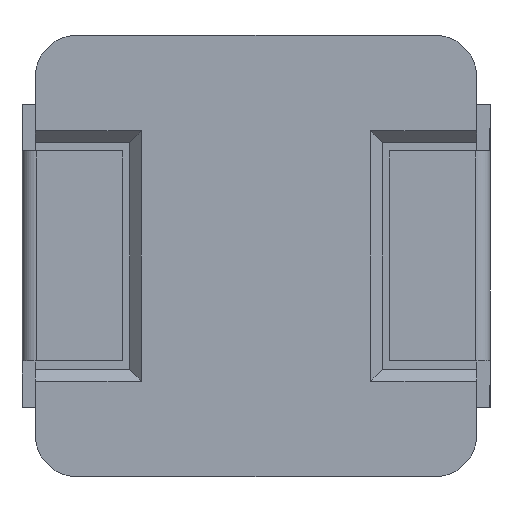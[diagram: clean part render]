
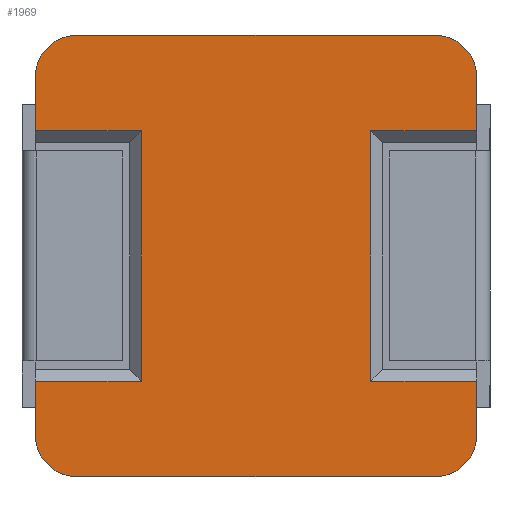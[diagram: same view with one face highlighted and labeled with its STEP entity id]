
A CAD part, front view. The second image highlights one B-rep face of the part: STEP entity #1969.
In plain terms, the highlighted planar face has unit normal (0, -1, 0).
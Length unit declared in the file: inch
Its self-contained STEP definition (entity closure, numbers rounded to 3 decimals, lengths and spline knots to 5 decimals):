
#4 = ORIENTED_EDGE ( 'NONE', *, *, #2327, .T. ) ;
#52 = ORIENTED_EDGE ( 'NONE', *, *, #2257, .T. ) ;
#72 = CARTESIAN_POINT ( 'NONE',  ( 0.18982, 0.09557, 0.31638 ) ) ;
#88 = CARTESIAN_POINT ( 'NONE',  ( 0.16522, 0.09557, 0.31638 ) ) ;
#107 = VERTEX_POINT ( 'NONE', #1771 ) ;
#123 = VERTEX_POINT ( 'NONE', #1743 ) ;
#139 = LINE ( 'NONE', #1314, #551 ) ;
#149 = VERTEX_POINT ( 'NONE', #1672 ) ;
#192 = DIRECTION ( 'NONE',  ( 0., 0., 1. ) ) ;
#198 = DIRECTION ( 'NONE',  ( 0., 1., 0. ) ) ;
#210 = CARTESIAN_POINT ( 'NONE',  ( 0.16522, 0.09557, 0.31638 ) ) ;
#212 = VECTOR ( 'NONE', #1254, 39.37008 ) ;
#215 = PLANE ( 'NONE',  #1556 ) ;
#228 = EDGE_CURVE ( 'NONE', #2633, #107, #2564, .T. ) ;
#237 = LINE ( 'NONE', #2183, #1016 ) ;
#240 = EDGE_CURVE ( 'NONE', #107, #123, #1903, .T. ) ;
#243 = ORIENTED_EDGE ( 'NONE', *, *, #2352, .T. ) ;
#245 = CARTESIAN_POINT ( 'NONE',  ( -0.04818, 0.09557, 0.31638 ) ) ;
#312 = ORIENTED_EDGE ( 'NONE', *, *, #2723, .F. ) ;
#321 = VECTOR ( 'NONE', #3542, 39.37008 ) ;
#327 = ORIENTED_EDGE ( 'NONE', *, *, #3327, .F. ) ;
#367 = ORIENTED_EDGE ( 'NONE', *, *, #3817, .F. ) ;
#373 = CARTESIAN_POINT ( 'NONE',  ( -0.07278, 0.09557, 0.10298 ) ) ;
#382 = ORIENTED_EDGE ( 'NONE', *, *, #2685, .F. ) ;
#411 = ORIENTED_EDGE ( 'NONE', *, *, #3423, .F. ) ;
#420 = ORIENTED_EDGE ( 'NONE', *, *, #3022, .T. ) ;
#427 = LINE ( 'NONE', #72, #321 ) ;
#445 = VERTEX_POINT ( 'NONE', #2511 ) ;
#449 = ORIENTED_EDGE ( 'NONE', *, *, #2421, .T. ) ;
#480 = VECTOR ( 'NONE', #787, 39.37008 ) ;
#484 = VERTEX_POINT ( 'NONE', #2854 ) ;
#490 = CARTESIAN_POINT ( 'NONE',  ( 0.18982, 0.09557, 0.13518 ) ) ;
#511 = CARTESIAN_POINT ( 'NONE',  ( 0.18982, 0.09557, 0.31638 ) ) ;
#513 = VERTEX_POINT ( 'NONE', #2489 ) ;
#534 = VERTEX_POINT ( 'NONE', #3476 ) ;
#551 = VECTOR ( 'NONE', #1244, 39.37008 ) ;
#647 = ORIENTED_EDGE ( 'NONE', *, *, #3605, .T. ) ;
#667 = ORIENTED_EDGE ( 'NONE', *, *, #2983, .F. ) ;
#721 = VERTEX_POINT ( 'NONE', #2467 ) ;
#746 = LINE ( 'NONE', #767, #480 ) ;
#767 = CARTESIAN_POINT ( 'NONE',  ( 0.16522, 0.09557, 0.13518 ) ) ;
#787 = DIRECTION ( 'NONE',  ( -1., 0., 0. ) ) ;
#808 = ORIENTED_EDGE ( 'NONE', *, *, #1074, .F. ) ;
#813 = VECTOR ( 'NONE', #1542, 39.37008 ) ;
#830 = LINE ( 'NONE', #1948, #813 ) ;
#839 = AXIS2_PLACEMENT_3D ( 'NONE', #3311, #3289, #3287 ) ;
#850 = VERTEX_POINT ( 'NONE', #511 ) ;
#868 = ORIENTED_EDGE ( 'NONE', *, *, #1370, .F. ) ;
#895 = ORIENTED_EDGE ( 'NONE', *, *, #240, .F. ) ;
#1016 = VECTOR ( 'NONE', #1796, 39.37008 ) ;
#1050 = CIRCLE ( 'NONE', #1907, 0.0246 ) ;
#1074 = EDGE_CURVE ( 'NONE', #123, #149, #3736, .T. ) ;
#1229 = VERTEX_POINT ( 'NONE', #3516 ) ;
#1244 = DIRECTION ( 'NONE',  ( 0., 0., 1. ) ) ;
#1254 = DIRECTION ( 'NONE',  ( 1., 0., 0. ) ) ;
#1314 = CARTESIAN_POINT ( 'NONE',  ( 0.12682, 0.09557, 0.31638 ) ) ;
#1370 = EDGE_CURVE ( 'NONE', #149, #3696, #1826, .T. ) ;
#1380 = CARTESIAN_POINT ( 'NONE',  ( 0.16522, 0.09557, 0.13518 ) ) ;
#1493 = CIRCLE ( 'NONE', #3099, 0.0246 ) ;
#1528 = ORIENTED_EDGE ( 'NONE', *, *, #228, .F. ) ;
#1542 = DIRECTION ( 'NONE',  ( 0., 0., 1. ) ) ;
#1543 = VERTEX_POINT ( 'NONE', #2798 ) ;
#1556 = AXIS2_PLACEMENT_3D ( 'NONE', #210, #198, #192 ) ;
#1600 = VECTOR ( 'NONE', #2472, 39.37008 ) ;
#1642 = CARTESIAN_POINT ( 'NONE',  ( 0.18982, 0.09557, 0.28418 ) ) ;
#1662 = VERTEX_POINT ( 'NONE', #1642 ) ;
#1672 = CARTESIAN_POINT ( 'NONE',  ( -0.04818, 0.09557, 0.07838 ) ) ;
#1683 = CARTESIAN_POINT ( 'NONE',  ( -0.04818, 0.09557, 0.34098 ) ) ;
#1743 = CARTESIAN_POINT ( 'NONE',  ( 0.16522, 0.09557, 0.07838 ) ) ;
#1771 = CARTESIAN_POINT ( 'NONE',  ( 0.18982, 0.09557, 0.10298 ) ) ;
#1796 = DIRECTION ( 'NONE',  ( 1., 0., 0. ) ) ;
#1826 = CIRCLE ( 'NONE', #839, 0.0246 ) ;
#1903 = CIRCLE ( 'NONE', #2902, 0.0246 ) ;
#1907 = AXIS2_PLACEMENT_3D ( 'NONE', #88, #3568, #3158 ) ;
#1948 = CARTESIAN_POINT ( 'NONE',  ( -0.07278, 0.09557, 0.31638 ) ) ;
#1969 = ADVANCED_FACE ( 'NONE', ( #2786 ), #215, .F. ) ;
#2092 = LINE ( 'NONE', #1683, #212 ) ;
#2108 = DIRECTION ( 'NONE',  ( 0., 0., -1. ) ) ;
#2183 = CARTESIAN_POINT ( 'NONE',  ( 0.16522, 0.09557, 0.28418 ) ) ;
#2189 = DIRECTION ( 'NONE',  ( 0., 0., 1. ) ) ;
#2198 = DIRECTION ( 'NONE',  ( 1., 0., 0. ) ) ;
#2257 = EDGE_CURVE ( 'NONE', #2633, #484, #2482, .T. ) ;
#2327 = EDGE_CURVE ( 'NONE', #484, #513, #139, .T. ) ;
#2345 = VECTOR ( 'NONE', #2634, 39.37008 ) ;
#2352 = EDGE_CURVE ( 'NONE', #513, #1662, #237, .T. ) ;
#2421 = EDGE_CURVE ( 'NONE', #721, #2899, #746, .T. ) ;
#2467 = CARTESIAN_POINT ( 'NONE',  ( -0.00978, 0.09557, 0.13518 ) ) ;
#2472 = DIRECTION ( 'NONE',  ( 0., 0., -1. ) ) ;
#2482 = LINE ( 'NONE', #1380, #3749 ) ;
#2489 = CARTESIAN_POINT ( 'NONE',  ( 0.12682, 0.09557, 0.28418 ) ) ;
#2490 = DIRECTION ( 'NONE',  ( 0., 1., 0. ) ) ;
#2511 = CARTESIAN_POINT ( 'NONE',  ( -0.07278, 0.09557, 0.28418 ) ) ;
#2564 = LINE ( 'NONE', #2591, #2345 ) ;
#2571 = CARTESIAN_POINT ( 'NONE',  ( -0.07278, 0.09557, 0.31638 ) ) ;
#2580 = CARTESIAN_POINT ( 'NONE',  ( 0.16522, 0.09557, 0.28418 ) ) ;
#2591 = CARTESIAN_POINT ( 'NONE',  ( 0.18982, 0.09557, 0.31638 ) ) ;
#2633 = VERTEX_POINT ( 'NONE', #490 ) ;
#2634 = DIRECTION ( 'NONE',  ( 0., 0., -1. ) ) ;
#2635 = DIRECTION ( 'NONE',  ( -1., 0., 0. ) ) ;
#2681 = VECTOR ( 'NONE', #2189, 39.37008 ) ;
#2685 = EDGE_CURVE ( 'NONE', #1543, #1229, #1493, .T. ) ;
#2723 = EDGE_CURVE ( 'NONE', #850, #1662, #427, .T. ) ;
#2762 = DIRECTION ( 'NONE',  ( 0., 1., 0. ) ) ;
#2773 = DIRECTION ( 'NONE',  ( 0., 0., -1. ) ) ;
#2786 = FACE_OUTER_BOUND ( 'NONE', #3621, .T. ) ;
#2796 = CARTESIAN_POINT ( 'NONE',  ( -0.07278, 0.09557, 0.13518 ) ) ;
#2798 = CARTESIAN_POINT ( 'NONE',  ( -0.07278, 0.09557, 0.31638 ) ) ;
#2826 = CARTESIAN_POINT ( 'NONE',  ( 0.16522, 0.09557, 0.10298 ) ) ;
#2854 = CARTESIAN_POINT ( 'NONE',  ( 0.12682, 0.09557, 0.13518 ) ) ;
#2899 = VERTEX_POINT ( 'NONE', #2796 ) ;
#2902 = AXIS2_PLACEMENT_3D ( 'NONE', #2826, #2762, #2773 ) ;
#2917 = CARTESIAN_POINT ( 'NONE',  ( -0.00978, 0.09557, 0.31638 ) ) ;
#2983 = EDGE_CURVE ( 'NONE', #3696, #2899, #830, .T. ) ;
#3012 = LINE ( 'NONE', #2571, #2681 ) ;
#3018 = LINE ( 'NONE', #2580, #3076 ) ;
#3022 = EDGE_CURVE ( 'NONE', #445, #534, #3018, .T. ) ;
#3076 = VECTOR ( 'NONE', #2198, 39.37008 ) ;
#3099 = AXIS2_PLACEMENT_3D ( 'NONE', #245, #2490, #2108 ) ;
#3102 = VECTOR ( 'NONE', #3709, 39.37008 ) ;
#3158 = DIRECTION ( 'NONE',  ( 0., 0., 1. ) ) ;
#3197 = CARTESIAN_POINT ( 'NONE',  ( 0.16522, 0.09557, 0.34098 ) ) ;
#3283 = VERTEX_POINT ( 'NONE', #3197 ) ;
#3287 = DIRECTION ( 'NONE',  ( 0., 0., -1. ) ) ;
#3289 = DIRECTION ( 'NONE',  ( 0., 1., 0. ) ) ;
#3311 = CARTESIAN_POINT ( 'NONE',  ( -0.04818, 0.09557, 0.10298 ) ) ;
#3326 = LINE ( 'NONE', #2917, #1600 ) ;
#3327 = EDGE_CURVE ( 'NONE', #1229, #3283, #2092, .T. ) ;
#3423 = EDGE_CURVE ( 'NONE', #445, #1543, #3012, .T. ) ;
#3476 = CARTESIAN_POINT ( 'NONE',  ( -0.00978, 0.09557, 0.28418 ) ) ;
#3516 = CARTESIAN_POINT ( 'NONE',  ( -0.04818, 0.09557, 0.34098 ) ) ;
#3542 = DIRECTION ( 'NONE',  ( 0., 0., -1. ) ) ;
#3568 = DIRECTION ( 'NONE',  ( 0., 1., 0. ) ) ;
#3605 = EDGE_CURVE ( 'NONE', #534, #721, #3326, .T. ) ;
#3621 = EDGE_LOOP ( 'NONE', ( #1528, #52, #4, #243, #312, #367, #327, #382, #411, #420, #647, #449, #667, #868, #808, #895 ) ) ;
#3696 = VERTEX_POINT ( 'NONE', #373 ) ;
#3709 = DIRECTION ( 'NONE',  ( -1., 0., 0. ) ) ;
#3716 = CARTESIAN_POINT ( 'NONE',  ( -0.04818, 0.09557, 0.07838 ) ) ;
#3736 = LINE ( 'NONE', #3716, #3102 ) ;
#3749 = VECTOR ( 'NONE', #2635, 39.37008 ) ;
#3817 = EDGE_CURVE ( 'NONE', #3283, #850, #1050, .T. ) ;
